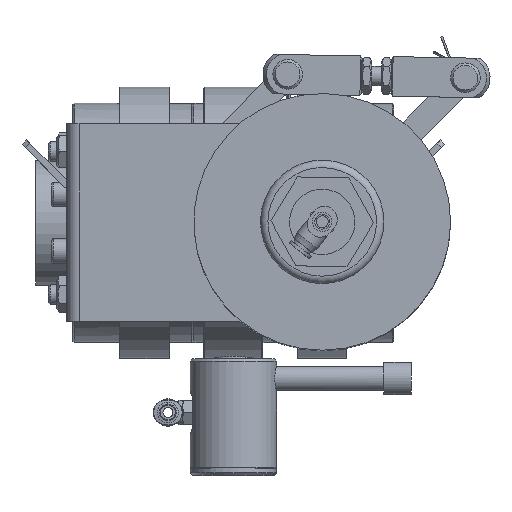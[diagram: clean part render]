
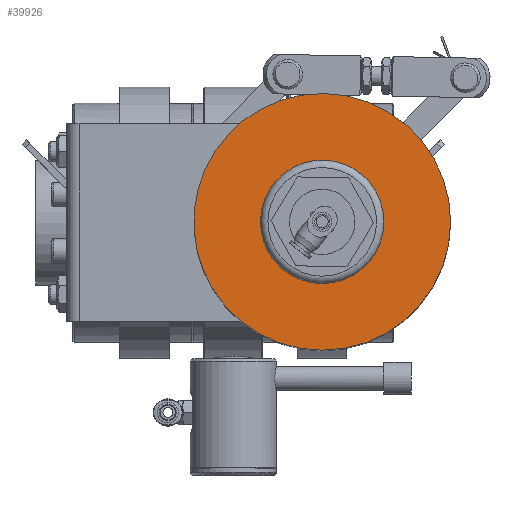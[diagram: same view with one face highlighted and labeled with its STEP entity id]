
A CAD part, top view. The second image highlights one B-rep face of the part: STEP entity #39926.
In plain terms, the highlighted planar face has unit normal (0, 0, 1).
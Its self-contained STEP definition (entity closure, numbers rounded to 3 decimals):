
#39899=CARTESIAN_POINT('',(0.,0.,246.));
#39900=DIRECTION('',(0.0,0.0,-1.0));
#39901=DIRECTION('',(0.483,-0.876,0.0));
#39902=AXIS2_PLACEMENT_3D('',#39899,#39900,#39901);
#39903=PLANE('',#39902);
#39904=CARTESIAN_POINT('',(-25.117,45.532,246.));
#39905=VERTEX_POINT('',#39904);
#39906=CARTESIAN_POINT('',(0.,0.,246.));
#39907=DIRECTION('',(0.0,0.0,-1.));
#39908=DIRECTION('',(0.483,-0.876,0.0));
#39909=AXIS2_PLACEMENT_3D('',#39906,#39907,#39908);
#39910=CIRCLE('',#39909,52.0);
#39911=EDGE_CURVE('',#39905,#39905,#39910,.T.);
#39912=ORIENTED_EDGE('',*,*,#39911,.F.);
#39913=EDGE_LOOP('',(#39912));
#39914=FACE_OUTER_BOUND('',#39913,.T.);
#39915=CARTESIAN_POINT('',(-21.89,-12.075,246.));
#39916=VERTEX_POINT('',#39915);
#39917=CARTESIAN_POINT('',(0.,0.,246.));
#39918=DIRECTION('',(0.0,0.0,-1.));
#39919=DIRECTION('',(-0.876,-0.483,0.0));
#39920=AXIS2_PLACEMENT_3D('',#39917,#39918,#39919);
#39921=CIRCLE('',#39920,25.0);
#39922=EDGE_CURVE('',#39916,#39916,#39921,.T.);
#39923=ORIENTED_EDGE('',*,*,#39922,.T.);
#39924=EDGE_LOOP('',(#39923));
#39925=FACE_BOUND('',#39924,.T.);
#39926=ADVANCED_FACE('',(#39914,#39925),#39903,.F.);
